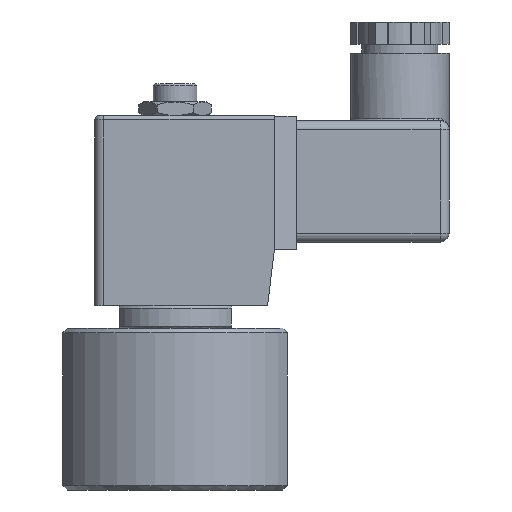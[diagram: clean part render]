
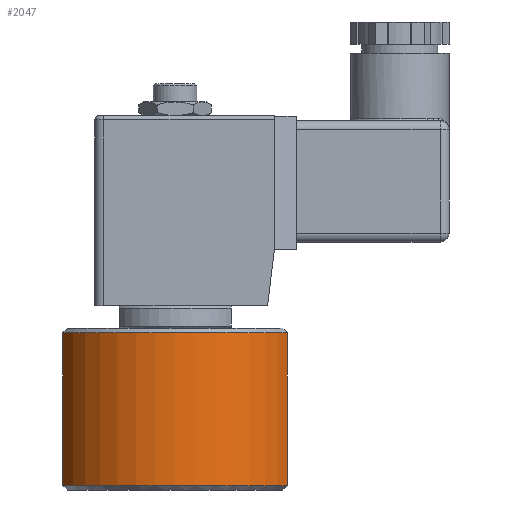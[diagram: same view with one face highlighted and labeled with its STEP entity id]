
A CAD part, left-side view. The second image highlights one B-rep face of the part: STEP entity #2047.
In plain terms, the highlighted cylindrical face has radius 27.5 mm (diameter 55 mm), a partial arc.
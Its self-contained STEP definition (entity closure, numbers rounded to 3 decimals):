
#129=CYLINDRICAL_SURFACE('',#2254,27.5);
#253=FACE_OUTER_BOUND('',#389,.T.);
#389=EDGE_LOOP('',(#1853,#1854,#1855,#1856));
#548=LINE('',#3603,#711);
#550=LINE('',#3609,#713);
#711=VECTOR('',#2795,34.);
#713=VECTOR('',#2799,34.);
#796=CIRCLE('',#2245,27.5);
#798=CIRCLE('',#2252,27.5);
#974=VERTEX_POINT('',#3597);
#976=VERTEX_POINT('',#3601);
#977=VERTEX_POINT('',#3605);
#979=VERTEX_POINT('',#3608);
#1256=EDGE_CURVE('',#974,#976,#548,.T.);
#1258=EDGE_CURVE('',#979,#977,#550,.T.);
#1265=EDGE_CURVE('',#974,#977,#796,.T.);
#1272=EDGE_CURVE('',#979,#976,#798,.T.);
#1853=ORIENTED_EDGE('',*,*,#1265,.F.);
#1854=ORIENTED_EDGE('',*,*,#1256,.T.);
#1855=ORIENTED_EDGE('',*,*,#1272,.F.);
#1856=ORIENTED_EDGE('',*,*,#1258,.T.);
#2047=ADVANCED_FACE('',(#253),#129,.T.);
#2245=AXIS2_PLACEMENT_3D('',#3629,#2810,#2811);
#2252=AXIS2_PLACEMENT_3D('',#3656,#2824,#2825);
#2254=AXIS2_PLACEMENT_3D('',#3658,#2828,#2829);
#2795=DIRECTION('',(0.,0.,1.));
#2799=DIRECTION('',(0.,0.,-1.));
#2810=DIRECTION('center_axis',(0.,0.,-1.));
#2811=DIRECTION('ref_axis',(0.,-1.,0.));
#2824=DIRECTION('center_axis',(0.,0.,1.));
#2825=DIRECTION('ref_axis',(0.,-1.,0.));
#2828=DIRECTION('center_axis',(0.,0.,1.));
#2829=DIRECTION('ref_axis',(0.,-1.,0.));
#3597=CARTESIAN_POINT('',(-11.456,-25.,-11.5));
#3601=CARTESIAN_POINT('',(-11.456,-25.,22.5));
#3603=CARTESIAN_POINT('',(-11.456,-25.,5.5));
#3605=CARTESIAN_POINT('',(-11.456,25.,-11.5));
#3608=CARTESIAN_POINT('',(-11.456,25.,22.5));
#3609=CARTESIAN_POINT('',(-11.456,25.,5.5));
#3629=CARTESIAN_POINT('Origin',(0.,0.,-11.5));
#3656=CARTESIAN_POINT('Origin',(0.,0.,22.5));
#3658=CARTESIAN_POINT('Origin',(0.,0.,5.5));
